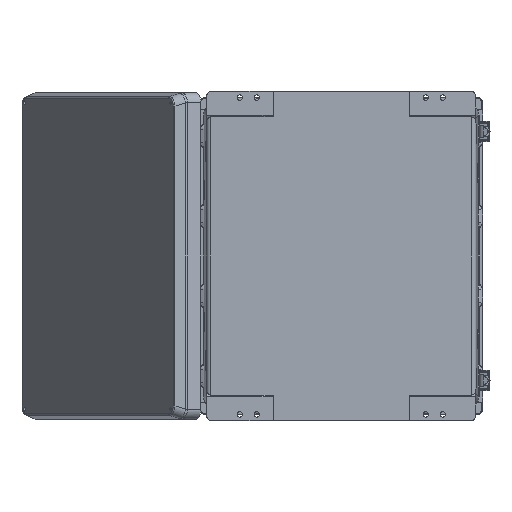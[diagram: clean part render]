
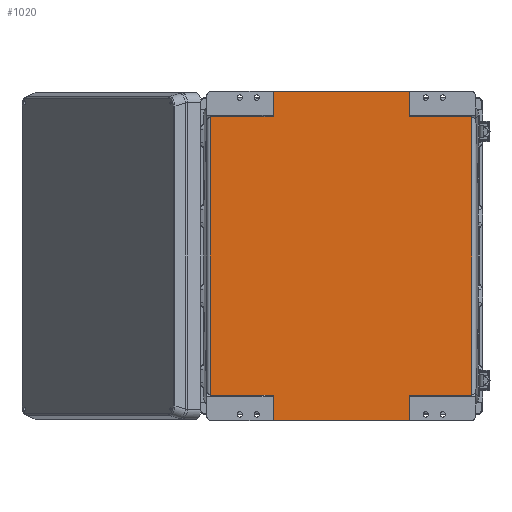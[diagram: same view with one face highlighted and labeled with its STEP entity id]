
A CAD part, front view. The second image highlights one B-rep face of the part: STEP entity #1020.
In plain terms, the highlighted planar face has unit normal (0, -1, 0).
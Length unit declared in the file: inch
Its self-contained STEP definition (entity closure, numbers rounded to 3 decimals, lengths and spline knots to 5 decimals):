
#274 = VECTOR ( 'NONE', #18094, 39.37008 ) ;
#295 = ORIENTED_EDGE ( 'NONE', *, *, #1674, .T. ) ;
#426 = EDGE_CURVE ( 'NONE', #40666, #26710, #40801, .T. ) ;
#765 = DIRECTION ( 'NONE',  ( -1., 0., 0. ) ) ;
#1020 = ADVANCED_FACE ( 'NONE', ( #31453 ), #46962, .F. ) ;
#1137 = VECTOR ( 'NONE', #44298, 39.37008 ) ;
#1257 = DIRECTION ( 'NONE',  ( 1., 0., 0. ) ) ;
#1434 = CARTESIAN_POINT ( 'NONE',  ( -8.11811, 0.05906, -17.96858 ) ) ;
#1674 = EDGE_CURVE ( 'NONE', #41369, #7490, #20261, .T. ) ;
#2488 = VECTOR ( 'NONE', #38201, 39.37008 ) ;
#3592 = VECTOR ( 'NONE', #765, 39.37008 ) ;
#4403 = EDGE_CURVE ( 'NONE', #37942, #7490, #31771, .T. ) ;
#4426 = VERTEX_POINT ( 'NONE', #31019 ) ;
#4551 = ORIENTED_EDGE ( 'NONE', *, *, #426, .T. ) ;
#4575 = ORIENTED_EDGE ( 'NONE', *, *, #45496, .F. ) ;
#4596 = ORIENTED_EDGE ( 'NONE', *, *, #48489, .T. ) ;
#4860 = CARTESIAN_POINT ( 'NONE',  ( 7.73754, 0.05906, -1.51961 ) ) ;
#5049 = DIRECTION ( 'NONE',  ( 0., 0., 1. ) ) ;
#5710 = DIRECTION ( 'NONE',  ( 1., 0., 0. ) ) ;
#5812 = CARTESIAN_POINT ( 'NONE',  ( -7.73754, 0.05906, -17.96858 ) ) ;
#6152 = CARTESIAN_POINT ( 'NONE',  ( -4.03163, 0.05906, 0.85787 ) ) ;
#6903 = LINE ( 'NONE', #44300, #33451 ) ;
#7490 = VERTEX_POINT ( 'NONE', #38362 ) ;
#7687 = CARTESIAN_POINT ( 'NONE',  ( 8.11811, 0.05906, -1.51961 ) ) ;
#8465 = ORIENTED_EDGE ( 'NONE', *, *, #19547, .F. ) ;
#8936 = DIRECTION ( 'NONE',  ( -1., 0., 0. ) ) ;
#8937 = VERTEX_POINT ( 'NONE', #4860 ) ;
#10518 = ORIENTED_EDGE ( 'NONE', *, *, #47528, .T. ) ;
#10828 = CARTESIAN_POINT ( 'NONE',  ( 4.03163, 0.05906, 0. ) ) ;
#12122 = LINE ( 'NONE', #48533, #15834 ) ;
#13345 = LINE ( 'NONE', #28649, #22614 ) ;
#13385 = CARTESIAN_POINT ( 'NONE',  ( -4.03163, 0.05906, 0. ) ) ;
#13737 = CARTESIAN_POINT ( 'NONE',  ( 4.03163, 0.05906, -19.48819 ) ) ;
#13808 = EDGE_CURVE ( 'NONE', #30606, #8937, #32970, .T. ) ;
#15550 = DIRECTION ( 'NONE',  ( 0., 0., 1. ) ) ;
#15834 = VECTOR ( 'NONE', #32208, 39.37008 ) ;
#15957 = DIRECTION ( 'NONE',  ( -1., 0., 0. ) ) ;
#16028 = CARTESIAN_POINT ( 'NONE',  ( -4.03163, 0.05906, -17.96858 ) ) ;
#16169 = CARTESIAN_POINT ( 'NONE',  ( -4.03163, 0.05906, -20.34606 ) ) ;
#18094 = DIRECTION ( 'NONE',  ( -1., 0., 0. ) ) ;
#19547 = EDGE_CURVE ( 'NONE', #30606, #35070, #6903, .T. ) ;
#19700 = ORIENTED_EDGE ( 'NONE', *, *, #41829, .T. ) ;
#19847 = VECTOR ( 'NONE', #5710, 39.37008 ) ;
#20261 = LINE ( 'NONE', #16169, #1137 ) ;
#20419 = CARTESIAN_POINT ( 'NONE',  ( 7.73754, 0.05906, -1.51961 ) ) ;
#22579 = VERTEX_POINT ( 'NONE', #5812 ) ;
#22614 = VECTOR ( 'NONE', #5049, 39.37008 ) ;
#24782 = VECTOR ( 'NONE', #15957, 39.37008 ) ;
#25321 = EDGE_LOOP ( 'NONE', ( #37025, #19700, #295, #36879, #33949, #8465, #48161, #10518, #4596, #4551, #49423, #4575 ) ) ;
#26044 = LINE ( 'NONE', #29998, #19847 ) ;
#26558 = LINE ( 'NONE', #6152, #2488 ) ;
#26710 = VERTEX_POINT ( 'NONE', #13385 ) ;
#28533 = DIRECTION ( 'NONE',  ( 0., 0., 1. ) ) ;
#28647 = LINE ( 'NONE', #1434, #30485 ) ;
#28649 = CARTESIAN_POINT ( 'NONE',  ( -7.73754, 0.05906, -1.51961 ) ) ;
#29750 = VECTOR ( 'NONE', #49106, 39.37008 ) ;
#29770 = AXIS2_PLACEMENT_3D ( 'NONE', #51104, #39197, #15550 ) ;
#29998 = CARTESIAN_POINT ( 'NONE',  ( -8.11811, 0.05906, -1.51961 ) ) ;
#30330 = LINE ( 'NONE', #37544, #29750 ) ;
#30437 = EDGE_CURVE ( 'NONE', #4426, #26710, #26558, .T. ) ;
#30485 = VECTOR ( 'NONE', #1257, 39.37008 ) ;
#30606 = VERTEX_POINT ( 'NONE', #35269 ) ;
#30951 = VERTEX_POINT ( 'NONE', #46083 ) ;
#31019 = CARTESIAN_POINT ( 'NONE',  ( -4.03163, 0.05906, -1.51961 ) ) ;
#31453 = FACE_OUTER_BOUND ( 'NONE', #25321, .T. ) ;
#31771 = LINE ( 'NONE', #49312, #274 ) ;
#32208 = DIRECTION ( 'NONE',  ( 0., 0., 1. ) ) ;
#32970 = LINE ( 'NONE', #20419, #42149 ) ;
#33451 = VECTOR ( 'NONE', #8936, 39.37008 ) ;
#33949 = ORIENTED_EDGE ( 'NONE', *, *, #45284, .F. ) ;
#35070 = VERTEX_POINT ( 'NONE', #41111 ) ;
#35269 = CARTESIAN_POINT ( 'NONE',  ( 7.73754, 0.05906, -17.96858 ) ) ;
#36879 = ORIENTED_EDGE ( 'NONE', *, *, #4403, .F. ) ;
#37025 = ORIENTED_EDGE ( 'NONE', *, *, #40493, .F. ) ;
#37544 = CARTESIAN_POINT ( 'NONE',  ( 4.03163, 0.05906, -20.34606 ) ) ;
#37942 = VERTEX_POINT ( 'NONE', #13737 ) ;
#37989 = CARTESIAN_POINT ( 'NONE',  ( -7.73754, 0.05906, -1.51961 ) ) ;
#38201 = DIRECTION ( 'NONE',  ( 0., 0., 1. ) ) ;
#38362 = CARTESIAN_POINT ( 'NONE',  ( -4.03163, 0.05906, -19.48819 ) ) ;
#39197 = DIRECTION ( 'NONE',  ( 0., 1., 0. ) ) ;
#39804 = CARTESIAN_POINT ( 'NONE',  ( 8.11811, 0.05906, 0. ) ) ;
#40493 = EDGE_CURVE ( 'NONE', #22579, #49510, #13345, .T. ) ;
#40666 = VERTEX_POINT ( 'NONE', #10828 ) ;
#40801 = LINE ( 'NONE', #39804, #24782 ) ;
#41111 = CARTESIAN_POINT ( 'NONE',  ( 4.03163, 0.05906, -17.96858 ) ) ;
#41369 = VERTEX_POINT ( 'NONE', #16028 ) ;
#41829 = EDGE_CURVE ( 'NONE', #22579, #41369, #28647, .T. ) ;
#42149 = VECTOR ( 'NONE', #28533, 39.37008 ) ;
#43075 = LINE ( 'NONE', #7687, #3592 ) ;
#44298 = DIRECTION ( 'NONE',  ( 0., 0., -1. ) ) ;
#44300 = CARTESIAN_POINT ( 'NONE',  ( 8.11811, 0.05906, -17.96858 ) ) ;
#45284 = EDGE_CURVE ( 'NONE', #35070, #37942, #30330, .T. ) ;
#45496 = EDGE_CURVE ( 'NONE', #49510, #4426, #26044, .T. ) ;
#46083 = CARTESIAN_POINT ( 'NONE',  ( 4.03163, 0.05906, -1.51961 ) ) ;
#46962 = PLANE ( 'NONE',  #29770 ) ;
#47528 = EDGE_CURVE ( 'NONE', #8937, #30951, #43075, .T. ) ;
#48161 = ORIENTED_EDGE ( 'NONE', *, *, #13808, .T. ) ;
#48489 = EDGE_CURVE ( 'NONE', #30951, #40666, #12122, .T. ) ;
#48533 = CARTESIAN_POINT ( 'NONE',  ( 4.03163, 0.05906, 0.85787 ) ) ;
#49106 = DIRECTION ( 'NONE',  ( 0., 0., -1. ) ) ;
#49312 = CARTESIAN_POINT ( 'NONE',  ( 8.11811, 0.05906, -19.48819 ) ) ;
#49423 = ORIENTED_EDGE ( 'NONE', *, *, #30437, .F. ) ;
#49510 = VERTEX_POINT ( 'NONE', #37989 ) ;
#51104 = CARTESIAN_POINT ( 'NONE',  ( 8.11811, 0.05906, -1.51961 ) ) ;
